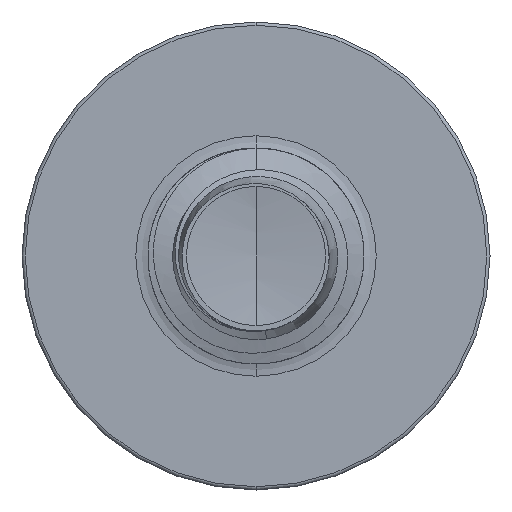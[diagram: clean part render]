
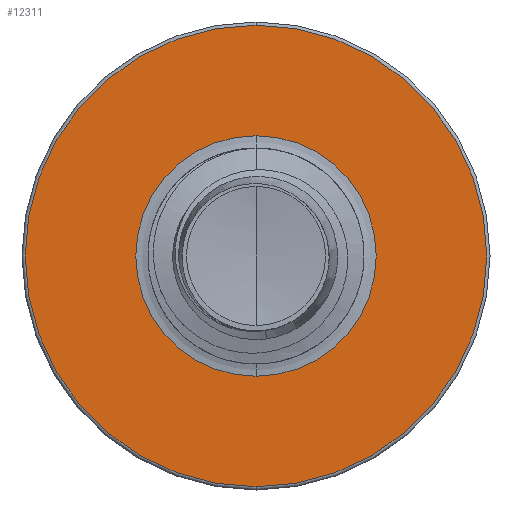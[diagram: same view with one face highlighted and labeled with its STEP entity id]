
A CAD part, front view. The second image highlights one B-rep face of the part: STEP entity #12311.
In plain terms, the highlighted planar face has unit normal (0, -1, 0).
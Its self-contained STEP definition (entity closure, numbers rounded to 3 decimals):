
#152 = VERTEX_POINT ( 'NONE', #5607 ) ;
#665 = CARTESIAN_POINT ( 'NONE',  ( 0., 8., 0. ) ) ;
#690 = DIRECTION ( 'NONE',  ( 0., 1., 0. ) ) ;
#935 = EDGE_CURVE ( 'NONE', #21267, #14838, #12496, .T. ) ;
#1171 = DIRECTION ( 'NONE',  ( 0., 1., 0. ) ) ;
#2922 = CARTESIAN_POINT ( 'NONE',  ( 0., 8., 0. ) ) ;
#3001 = EDGE_CURVE ( 'NONE', #152, #15029, #22911, .T. ) ;
#4385 = ORIENTED_EDGE ( 'NONE', *, *, #17613, .T. ) ;
#4577 = AXIS2_PLACEMENT_3D ( 'NONE', #14997, #20041, #9714 ) ;
#4942 = DIRECTION ( 'NONE',  ( 0., 0., 1. ) ) ;
#5607 = CARTESIAN_POINT ( 'NONE',  ( 0., 8., -3.205 ) ) ;
#6363 = EDGE_LOOP ( 'NONE', ( #14919, #18114 ) ) ;
#7621 = CIRCLE ( 'NONE', #14584, 3.205 ) ;
#9714 = DIRECTION ( 'NONE',  ( 0., 0., 1. ) ) ;
#10947 = CARTESIAN_POINT ( 'NONE',  ( 0., 8., 3.205 ) ) ;
#12311 = ADVANCED_FACE ( 'NONE', ( #13233, #12684 ), #18402, .F. ) ;
#12496 = CIRCLE ( 'NONE', #16629, 1.67 ) ;
#12684 = FACE_BOUND ( 'NONE', #17487, .T. ) ;
#12927 = CARTESIAN_POINT ( 'NONE',  ( 0., 8., 0. ) ) ;
#13233 = FACE_OUTER_BOUND ( 'NONE', #6363, .T. ) ;
#13637 = DIRECTION ( 'NONE',  ( 0., 1., 0. ) ) ;
#13721 = CARTESIAN_POINT ( 'NONE',  ( 0., 8., -1.67 ) ) ;
#14584 = AXIS2_PLACEMENT_3D ( 'NONE', #2922, #16076, #4942 ) ;
#14674 = DIRECTION ( 'NONE',  ( 0., 0., 1. ) ) ;
#14838 = VERTEX_POINT ( 'NONE', #19178 ) ;
#14846 = EDGE_CURVE ( 'NONE', #15029, #152, #7621, .T. ) ;
#14919 = ORIENTED_EDGE ( 'NONE', *, *, #14846, .F. ) ;
#14997 = CARTESIAN_POINT ( 'NONE',  ( 0., 8., -1.67 ) ) ;
#15029 = VERTEX_POINT ( 'NONE', #10947 ) ;
#15461 = DIRECTION ( 'NONE',  ( 0., 0., 1. ) ) ;
#15508 = CARTESIAN_POINT ( 'NONE',  ( 0., 8., 0. ) ) ;
#15601 = CIRCLE ( 'NONE', #19609, 1.67 ) ;
#16076 = DIRECTION ( 'NONE',  ( 0., 1., 0. ) ) ;
#16629 = AXIS2_PLACEMENT_3D ( 'NONE', #15508, #13637, #15461 ) ;
#17000 = DIRECTION ( 'NONE',  ( 0., 0., 1. ) ) ;
#17487 = EDGE_LOOP ( 'NONE', ( #4385, #21371 ) ) ;
#17613 = EDGE_CURVE ( 'NONE', #14838, #21267, #15601, .T. ) ;
#18070 = AXIS2_PLACEMENT_3D ( 'NONE', #665, #690, #17000 ) ;
#18114 = ORIENTED_EDGE ( 'NONE', *, *, #3001, .F. ) ;
#18402 = PLANE ( 'NONE',  #4577 ) ;
#19178 = CARTESIAN_POINT ( 'NONE',  ( 0., 8., 1.67 ) ) ;
#19609 = AXIS2_PLACEMENT_3D ( 'NONE', #12927, #1171, #14674 ) ;
#20041 = DIRECTION ( 'NONE',  ( 0., 1., 0. ) ) ;
#21267 = VERTEX_POINT ( 'NONE', #13721 ) ;
#21371 = ORIENTED_EDGE ( 'NONE', *, *, #935, .T. ) ;
#22911 = CIRCLE ( 'NONE', #18070, 3.205 ) ;
